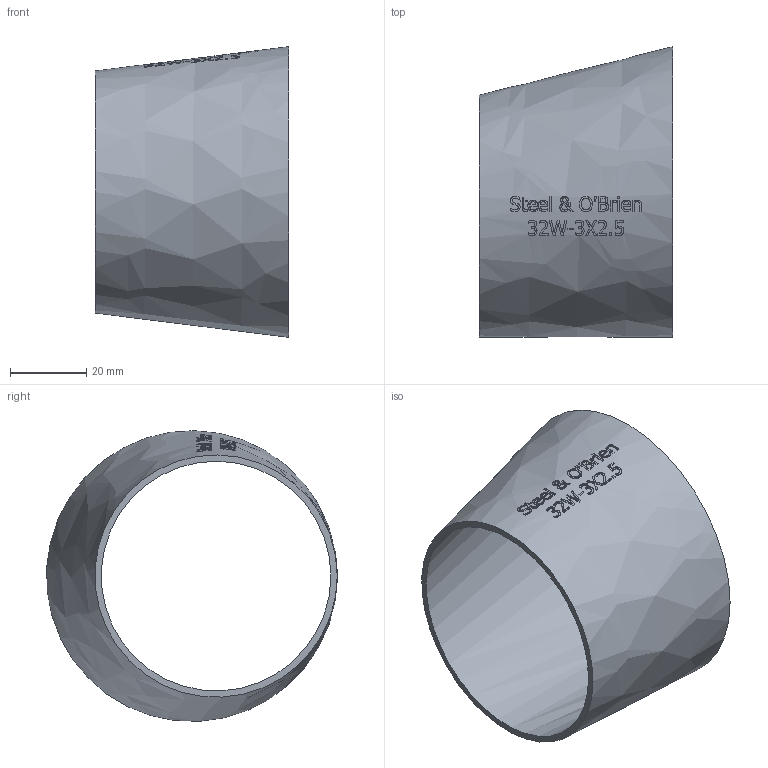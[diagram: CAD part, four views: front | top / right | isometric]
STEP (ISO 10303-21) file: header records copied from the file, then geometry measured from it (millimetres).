
FILE_DESCRIPTION(/* description */ (''),/* implementation_level */ '2;1');
FILE_NAME(/* name */ '32W-3X2.5.stp',/* time_stamp */ '2019-07-31T11:49:26-04:00',/* author */ ('rick'),/* organization */ (''),/* preprocessor_version */ 'ST-DEVELOPER v15.2',/* originating_system */ 'Autodesk Inventor 2014',/* authorisation */ '');
FILE_SCHEMA (('AUTOMOTIVE_DESIGN { 1 0 10303 214 3 1 1 }'));
Length unit declared in the file: inch
Products named in the file (1): 32W-3X2.5
Bounding box: 50.8 x 76.12 x 76.15 mm (x, y, z)
Volume: 17960.8 mm3; surface area: 22772.1 mm2
Topology: 1 solids, 1 shells, 387 faces, 1099 edges, 734 vertices
Faces by surface type: bspline 237, plane 150
Entity records: 16755 total; most frequent: CARTESIAN_POINT 8570, ORIENTED_EDGE 2198, EDGE_CURVE 1099, DIRECTION 852, VERTEX_POINT 734, B_SPLINE_CURVE_WITH_KNOTS 593, EDGE_LOOP 409, ADVANCED_FACE 387
